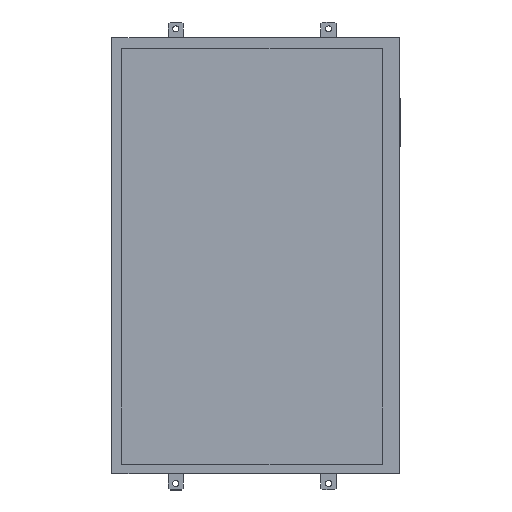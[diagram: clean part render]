
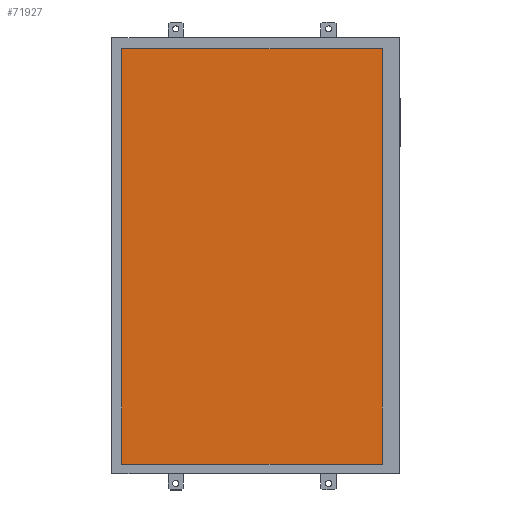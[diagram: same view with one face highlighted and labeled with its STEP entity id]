
A CAD part, top view. The second image highlights one B-rep face of the part: STEP entity #71927.
In plain terms, the highlighted planar face has unit normal (0, 0, 1).
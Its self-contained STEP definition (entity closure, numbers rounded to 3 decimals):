
#3188=FACE_OUTER_BOUND('',#6814,.T.);
#6814=EDGE_LOOP('',(#47412,#47413,#47414,#47415));
#10502=LINE('',#99169,#20040);
#10505=LINE('',#99175,#20043);
#10508=LINE('',#99181,#20046);
#10511=LINE('',#99185,#20049);
#20040=VECTOR('',#80448,10.);
#20043=VECTOR('',#80453,10.);
#20046=VECTOR('',#80458,10.);
#20049=VECTOR('',#80463,10.);
#29578=VERTEX_POINT('',#99166);
#29579=VERTEX_POINT('',#99168);
#29581=VERTEX_POINT('',#99174);
#29583=VERTEX_POINT('',#99180);
#36599=EDGE_CURVE('',#29579,#29578,#10502,.T.);
#36602=EDGE_CURVE('',#29581,#29579,#10505,.T.);
#36605=EDGE_CURVE('',#29583,#29581,#10508,.T.);
#36608=EDGE_CURVE('',#29578,#29583,#10511,.T.);
#47412=ORIENTED_EDGE('',*,*,#36608,.T.);
#47413=ORIENTED_EDGE('',*,*,#36605,.T.);
#47414=ORIENTED_EDGE('',*,*,#36602,.T.);
#47415=ORIENTED_EDGE('',*,*,#36599,.T.);
#68998=PLANE('',#75852);
#71927=ADVANCED_FACE('',(#3188),#68998,.T.);
#75852=AXIS2_PLACEMENT_3D('',#99186,#80464,#80465);
#80448=DIRECTION('',(0.,1.,0.));
#80453=DIRECTION('',(1.,0.,0.));
#80458=DIRECTION('',(0.,-1.,0.));
#80463=DIRECTION('',(-1.,0.,0.));
#80464=DIRECTION('center_axis',(0.,0.,1.));
#80465=DIRECTION('ref_axis',(1.,0.,0.));
#99166=CARTESIAN_POINT('',(68.1,108.78,3.5));
#99168=CARTESIAN_POINT('',(68.1,-108.78,3.5));
#99169=CARTESIAN_POINT('',(68.1,-108.78,3.5));
#99174=CARTESIAN_POINT('',(-68.1,-108.78,3.5));
#99175=CARTESIAN_POINT('',(-68.1,-108.78,3.5));
#99180=CARTESIAN_POINT('',(-68.1,108.78,3.5));
#99181=CARTESIAN_POINT('',(-68.1,108.78,3.5));
#99185=CARTESIAN_POINT('',(68.1,108.78,3.5));
#99186=CARTESIAN_POINT('Origin',(0.,0.,
3.5));
